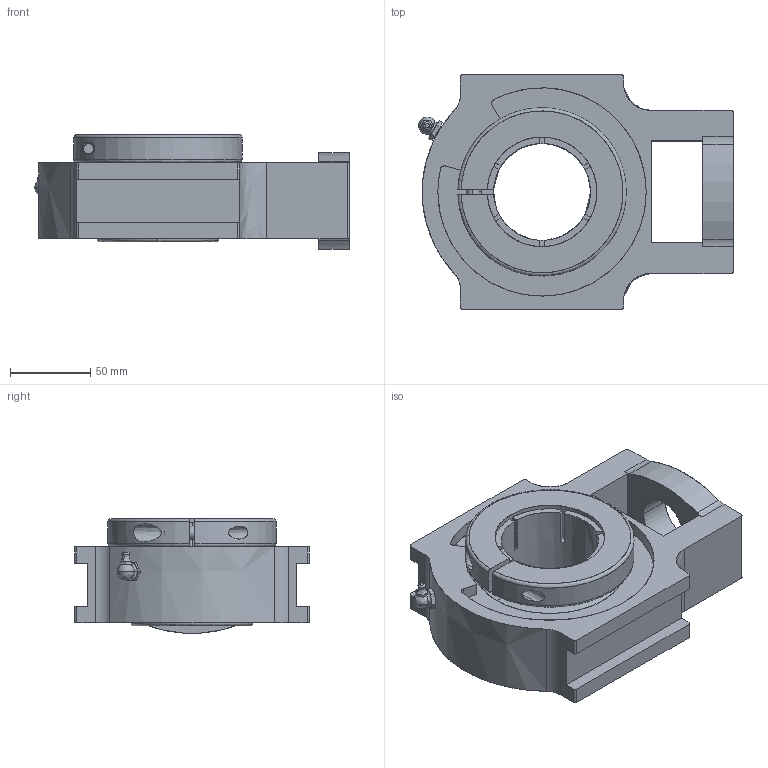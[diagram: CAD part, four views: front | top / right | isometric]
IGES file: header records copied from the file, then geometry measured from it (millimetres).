
Start section: SolidWorks IGES file using analytic representation for surfaces
Global section: file name: STDEFAU0812920507751.igs; native system: SolidWorks 2017; preprocessor: SolidWorks 2017; author: partstream; date: 170812.092053; units: millimetre
Bounding box: 195.82 x 146.05 x 71.44 mm (x, y, z)
Surface area: 118516.6 mm2 (no closed solid volume)
Topology: 0 solids, 0 shells, 162 faces, 2781 edges, 2788 vertices
Faces by surface type: bspline 103, revolution 59
